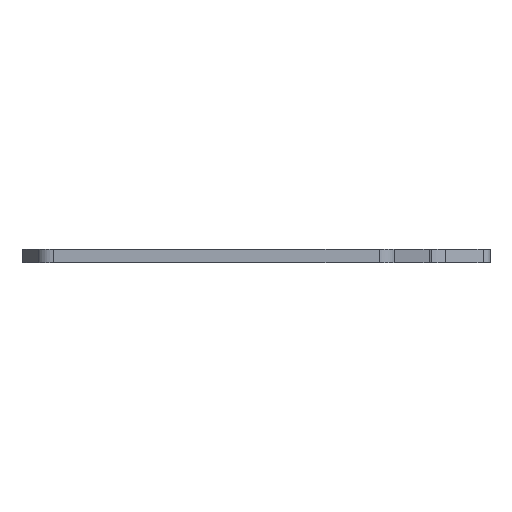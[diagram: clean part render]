
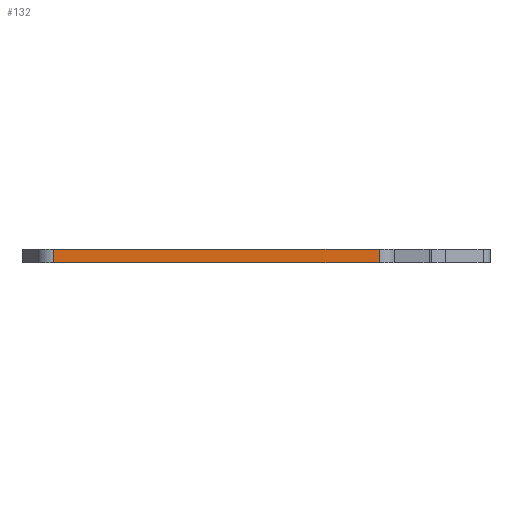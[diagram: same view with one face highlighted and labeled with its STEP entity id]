
A CAD part, left-side view. The second image highlights one B-rep face of the part: STEP entity #132.
In plain terms, the highlighted planar face has unit normal (-1, 0, 0).
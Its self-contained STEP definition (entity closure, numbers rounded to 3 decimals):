
#132=ADVANCED_FACE('',(#1350),#1352,.T.);
#1350=FACE_BOUND('',#1351,.T.);
#1351=EDGE_LOOP('',(#5642,#5643,#5644,#5645));
#1352=PLANE('',#1353);
#1353=AXIS2_PLACEMENT_3D('',#1354,#1355,#1356);
#1354=CARTESIAN_POINT('',(-85.,5.,0.));
#1355=DIRECTION('',(-1.,0.,0.));
#1356=DIRECTION('',(0.,-1.,0.));
#5642=ORIENTED_EDGE('',*,*,#8487,.T.);
#5643=ORIENTED_EDGE('',*,*,#8488,.T.);
#5644=ORIENTED_EDGE('',*,*,#7875,.F.);
#5645=ORIENTED_EDGE('',*,*,#8486,.F.);
#7875=EDGE_CURVE('',#9417,#9419,#9420,.T.);
#8486=EDGE_CURVE('',#10566,#9417,#10568,.T.);
#8487=EDGE_CURVE('',#10566,#10569,#10570,.T.);
#8488=EDGE_CURVE('',#10569,#9419,#10571,.T.);
#9417=VERTEX_POINT('',#12053);
#9419=VERTEX_POINT('',#12058);
#9420=LINE('',#12059,#12060);
#10566=VERTEX_POINT('',#14688);
#10568=LINE('',#14693,#14694);
#10569=VERTEX_POINT('',#14696);
#10570=LINE('',#14697,#14698);
#10571=LINE('',#14700,#14701);
#12053=CARTESIAN_POINT('',(-85.,5.,4.));
#12058=CARTESIAN_POINT('',(-85.,-88.25,4.));
#12059=CARTESIAN_POINT('',(-85.,5.,4.));
#12060=VECTOR('',#12061,1.);
#12061=DIRECTION('',(0.,-1.,0.));
#14688=CARTESIAN_POINT('',(-85.,5.,0.));
#14693=CARTESIAN_POINT('',(-85.,5.,0.));
#14694=VECTOR('',#14695,1.);
#14695=DIRECTION('',(0.,0.,1.));
#14696=CARTESIAN_POINT('',(-85.,-88.25,0.));
#14697=CARTESIAN_POINT('',(-85.,5.,0.));
#14698=VECTOR('',#14699,1.);
#14699=DIRECTION('',(0.,-1.,0.));
#14700=CARTESIAN_POINT('',(-85.,-88.25,0.));
#14701=VECTOR('',#14702,1.);
#14702=DIRECTION('',(0.,0.,1.));
